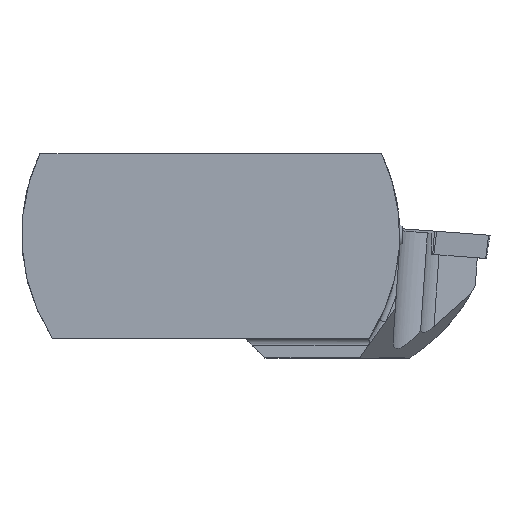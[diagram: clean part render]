
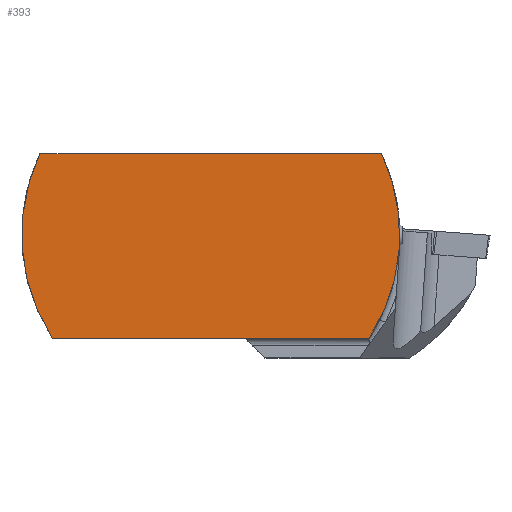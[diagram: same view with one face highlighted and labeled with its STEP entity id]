
A CAD part, top view. The second image highlights one B-rep face of the part: STEP entity #393.
In plain terms, the highlighted planar face has unit normal (0, 0, 1).
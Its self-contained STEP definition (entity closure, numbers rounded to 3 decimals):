
#228=LINE('',#1964,#305);
#232=LINE('',#1973,#309);
#305=VECTOR('',#1491,1.);
#309=VECTOR('',#1499,1.);
#393=ADVANCED_FACE('',(#491),#444,.T.);
#444=PLANE('',#1327);
#491=FACE_OUTER_BOUND('',#543,.T.);
#543=EDGE_LOOP('',(#783,#784,#785,#786));
#783=ORIENTED_EDGE('',*,*,#1052,.F.);
#784=ORIENTED_EDGE('',*,*,#1035,.F.);
#785=ORIENTED_EDGE('',*,*,#1057,.F.);
#786=ORIENTED_EDGE('',*,*,#1045,.F.);
#923=VERTEX_POINT('',#1886);
#924=VERTEX_POINT('',#1888);
#932=VERTEX_POINT('',#1933);
#934=VERTEX_POINT('',#1936);
#1035=EDGE_CURVE('',#923,#924,#1151,.T.);
#1045=EDGE_CURVE('',#932,#934,#1154,.T.);
#1052=EDGE_CURVE('',#924,#932,#228,.T.);
#1057=EDGE_CURVE('',#934,#923,#232,.T.);
#1151=CIRCLE('',#1280,38.5);
#1154=CIRCLE('',#1285,38.5);
#1280=AXIS2_PLACEMENT_3D('',#1887,#1466,#1467);
#1285=AXIS2_PLACEMENT_3D('',#1935,#1479,#1480);
#1327=AXIS2_PLACEMENT_3D('',#2118,#1596,#1597);
#1466=DIRECTION('',(0.,0.,-1.));
#1467=DIRECTION('',(1.,0.,0.));
#1479=DIRECTION('',(0.,0.,-1.));
#1480=DIRECTION('',(1.,0.,0.));
#1491=DIRECTION('',(-1.,0.,0.));
#1499=DIRECTION('',(1.,0.,0.));
#1596=DIRECTION('',(0.,0.,1.));
#1597=DIRECTION('',(1.,0.,0.));
#1886=CARTESIAN_POINT('',(34.785,16.5,0.));
#1887=CARTESIAN_POINT('',(0.,0.,0.));
#1888=CARTESIAN_POINT('',(32.268,-21.,0.));
#1933=CARTESIAN_POINT('',(-32.268,-21.,0.));
#1935=CARTESIAN_POINT('',(0.,0.,0.));
#1936=CARTESIAN_POINT('',(-34.785,16.5,0.));
#1964=CARTESIAN_POINT('',(-32.268,-21.,0.));
#1973=CARTESIAN_POINT('',(45.,16.5,0.));
#2118=CARTESIAN_POINT('',(3.,0.,0.));
